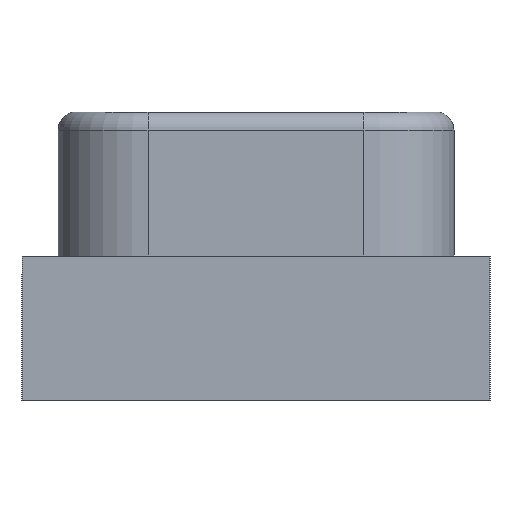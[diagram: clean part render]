
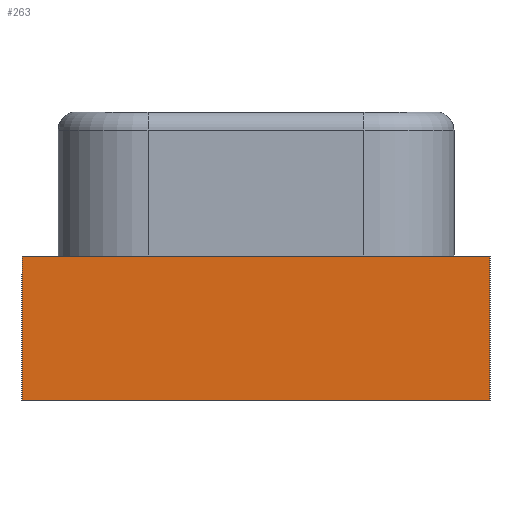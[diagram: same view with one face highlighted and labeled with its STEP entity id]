
A CAD part, left-side view. The second image highlights one B-rep face of the part: STEP entity #263.
In plain terms, the highlighted planar face has unit normal (-1, 0, 0).
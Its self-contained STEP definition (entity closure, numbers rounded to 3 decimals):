
#137 = ORIENTED_EDGE ( 'NONE', *, *, #337, .F. ) ;
#244 = DIRECTION ( 'NONE',  ( 1., 0., 0. ) ) ;
#263 = ADVANCED_FACE ( 'NONE', ( #265 ), #3556, .F. ) ;
#265 = FACE_OUTER_BOUND ( 'NONE', #3028, .T. ) ;
#337 = EDGE_CURVE ( 'NONE', #1232, #2850, #1409, .T. ) ;
#431 = VECTOR ( 'NONE', #3254, 1000. ) ;
#830 = DIRECTION ( 'NONE',  ( 0., 0., -1. ) ) ;
#982 = ORIENTED_EDGE ( 'NONE', *, *, #1500, .T. ) ;
#1076 = CARTESIAN_POINT ( 'NONE',  ( -1.6, 0.65, 0. ) ) ;
#1111 = VECTOR ( 'NONE', #3818, 1000. ) ;
#1232 = VERTEX_POINT ( 'NONE', #2629 ) ;
#1277 = LINE ( 'NONE', #1337, #2813 ) ;
#1337 = CARTESIAN_POINT ( 'NONE',  ( -1.6, 0.65, 0.4 ) ) ;
#1392 = EDGE_CURVE ( 'NONE', #2743, #2869, #1717, .T. ) ;
#1409 = LINE ( 'NONE', #2307, #1466 ) ;
#1466 = VECTOR ( 'NONE', #1767, 1000. ) ;
#1487 = CARTESIAN_POINT ( 'NONE',  ( -1.6, -0.65, 0. ) ) ;
#1500 = EDGE_CURVE ( 'NONE', #1232, #2743, #1277, .T. ) ;
#1717 = LINE ( 'NONE', #2595, #1111 ) ;
#1767 = DIRECTION ( 'NONE',  ( 0., -1., 0. ) ) ;
#1772 = CARTESIAN_POINT ( 'NONE',  ( -1.6, -0.65, 0.4 ) ) ;
#1869 = DIRECTION ( 'NONE',  ( 0., 0., -1. ) ) ;
#1939 = ORIENTED_EDGE ( 'NONE', *, *, #1392, .T. ) ;
#2234 = ORIENTED_EDGE ( 'NONE', *, *, #3629, .F. ) ;
#2307 = CARTESIAN_POINT ( 'NONE',  ( -1.6, 0.65, 0.4 ) ) ;
#2376 = LINE ( 'NONE', #3534, #431 ) ;
#2595 = CARTESIAN_POINT ( 'NONE',  ( -1.6, 0.65, 0. ) ) ;
#2629 = CARTESIAN_POINT ( 'NONE',  ( -1.6, 0.65, 0.4 ) ) ;
#2682 = CARTESIAN_POINT ( 'NONE',  ( -1.6, 0.65, 0.4 ) ) ;
#2743 = VERTEX_POINT ( 'NONE', #1076 ) ;
#2813 = VECTOR ( 'NONE', #1869, 1000. ) ;
#2850 = VERTEX_POINT ( 'NONE', #1772 ) ;
#2869 = VERTEX_POINT ( 'NONE', #1487 ) ;
#3028 = EDGE_LOOP ( 'NONE', ( #1939, #2234, #137, #982 ) ) ;
#3254 = DIRECTION ( 'NONE',  ( 0., 0., -1. ) ) ;
#3534 = CARTESIAN_POINT ( 'NONE',  ( -1.6, -0.65, 0.4 ) ) ;
#3537 = AXIS2_PLACEMENT_3D ( 'NONE', #2682, #244, #830 ) ;
#3556 = PLANE ( 'NONE',  #3537 ) ;
#3629 = EDGE_CURVE ( 'NONE', #2850, #2869, #2376, .T. ) ;
#3818 = DIRECTION ( 'NONE',  ( 0., -1., 0. ) ) ;
